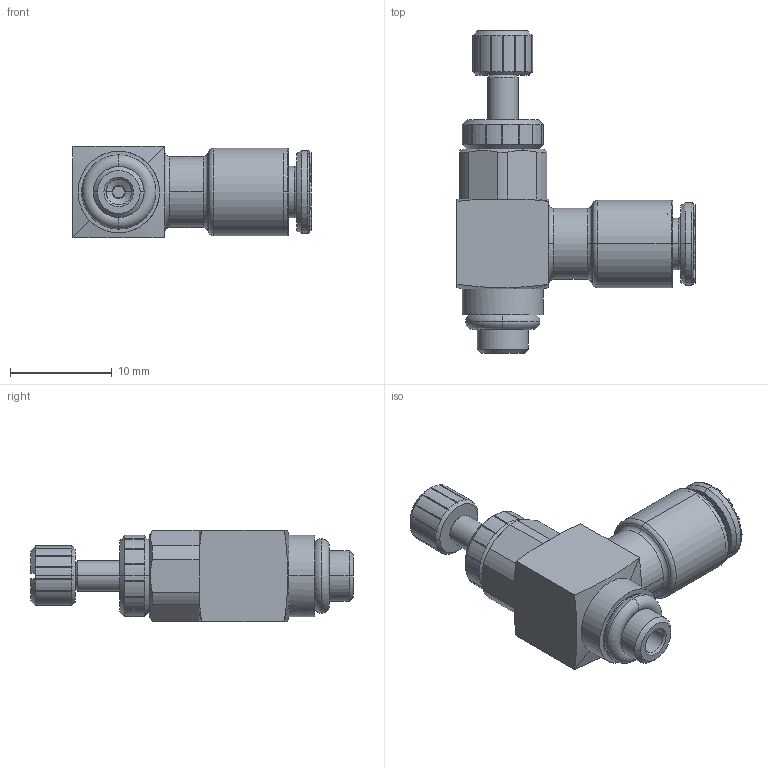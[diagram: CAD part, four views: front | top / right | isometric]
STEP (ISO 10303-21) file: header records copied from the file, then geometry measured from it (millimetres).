
FILE_DESCRIPTION(('STEP AP214'),'1');
FILE_NAME('7180_04_19.stp','2016-07-07T14:20:00',('TraceParts'),('TraceParts S.A.'),'Spatial InterOp 3D',' ',' ');
FILE_SCHEMA(('automotive_design'));
Length unit declared in the file: millimetre
Products named in the file (14): 7180-04-19_asm|41360-64_ASM:1#41360-64_ASM|44104-61_ASM:1#44104-61_ASM|44104-37:1#44104-37;44104-37; 7180-04-19_asm|41360-64_ASM:1#41360-64_ASM|44104-61_ASM:1#44104-61_ASM|44104-35:1#44104-35;44104-35; 7180-04-19_asm|41360-64_ASM:1#41360-64_ASM|44104-61_ASM:1#44104-61_ASM|44104:1#44104;44104; 7180-04-19_asm|41360-64_ASM:1#41360-64_ASM|41360-61:1#41360-61;41360-61; 7180-04-19_asm|41360-64_ASM:1#41360-64_ASM|44104-12-ASM:1#44104-12-ASM;44104-12-ASM; 7180-04-19_asm|41360-64_ASM:1#41360-64_ASM|44104-40:1#44104-40;44104-40; 7180-04-19_asm|43070-30_ASM:1#43070-30_ASM|41321-31-SERTI:1#41321-31-SERTI;41321-31-SERTI; 7180-04-19_asm|43070-30_ASM:1#43070-30_ASM|23825:1#23825;23825; 7180-04-19_asm|43070-30_ASM:1#43070-30_ASM|43070-32:1#43070-32;43070-32; 7180-04-19_asm|43070-30_ASM:1#43070-30_ASM|24116_ASM_D3-9_D2-4_LG1-4:1#24116_ASM_D3-9_D2-4_LG1-4;24116_ASM_D3-9_D2-4_LG1-4; 7180-04-19_asm|43070-30_ASM:1#43070-30_ASM|23422_ASM_D5-1_D7-5_LG2:1#23422_ASM_D5-1_D7-5_LG2;23422_ASM_D5-1_D7-5_LG2; 7180-04-19_asm|43070-30_ASM:1#43070-30_ASM|24048-ASS:1#24048-ASS;24048-ASS; 7180-04-19_asm|43070-30_ASM:1#43070-30_ASM|38912-01:1#38912-01;38912-01; 7180-04-19_asm|43070-30_ASM:1#43070-30_ASM|43070-34:1#43070-34;43070-34
Bounding box: 23.4 x 31.7 x 9 mm (x, y, z)
Volume: 1800.6 mm3; surface area: 3659 mm2
Topology: 14 solids, 14 shells, 1026 faces, 2725 edges, 1748 vertices
Faces by surface type: plane 328, cylinder 231, bspline 171, torus 148, cone 138, revolution 8, sphere 2
Entity records: 44777 total; most frequent: CARTESIAN_POINT 11145, ORIENTED_EDGE 5446, DIRECTION 5133, EDGE_CURVE 2723, AXIS2_PLACEMENT_3D 2013, VERTEX_POINT 1748, LINE 1099, VECTOR 1099
